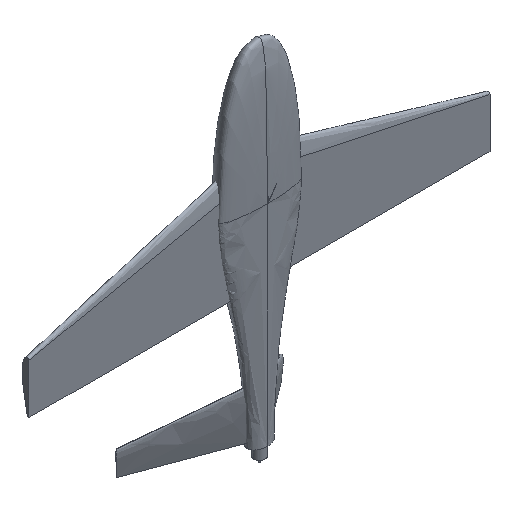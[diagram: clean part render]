
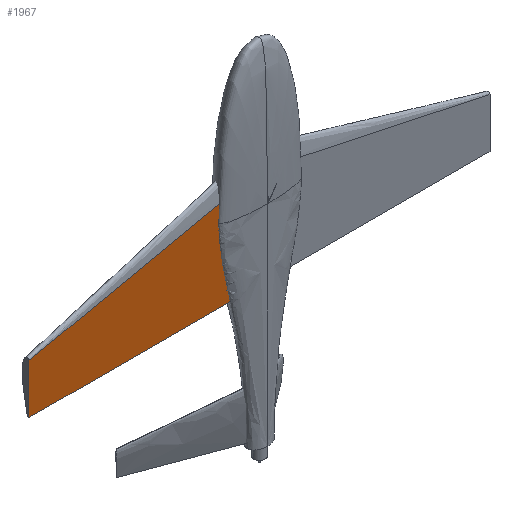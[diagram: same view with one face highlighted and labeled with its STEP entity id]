
A CAD part, isometric view. The second image highlights one B-rep face of the part: STEP entity #1967.
In plain terms, the highlighted free-form (B-spline) face has degree [1, 1] with [2, 2] control points.
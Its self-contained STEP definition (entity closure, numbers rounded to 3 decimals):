
#1582 = VERTEX_POINT('',#1583);
#1583 = CARTESIAN_POINT('',(-1033.762,0.,
    -738.401));
#1591 = VERTEX_POINT('',#1592);
#1592 = CARTESIAN_POINT('',(-1033.762,0.,-959.922));
#1599 = EDGE_CURVE('',#1582,#1591,#1600,.T.);
#1600 = B_SPLINE_CURVE_WITH_KNOTS('',3,(#1601,#1602,#1603,#1604),
  .UNSPECIFIED.,.F.,.F.,(4,4),(0.,1.),.PIECEWISE_BEZIER_KNOTS.);
#1601 = CARTESIAN_POINT('',(-1033.762,0.,
    -738.401));
#1602 = CARTESIAN_POINT('',(-1033.762,0.,
    -812.241));
#1603 = CARTESIAN_POINT('',(-1033.762,0.,
    -886.081));
#1604 = CARTESIAN_POINT('',(-1033.762,0.,-959.922));
#1614 = EDGE_CURVE('',#1615,#1617,#1619,.T.);
#1615 = VERTEX_POINT('',#1616);
#1616 = CARTESIAN_POINT('',(0.,0.,-516.881));
#1617 = VERTEX_POINT('',#1618);
#1618 = CARTESIAN_POINT('',(0.,0.,-959.922));
#1619 = B_SPLINE_CURVE_WITH_KNOTS('',3,(#1620,#1621,#1622,#1623),
  .UNSPECIFIED.,.F.,.F.,(4,4),(0.,1.),.PIECEWISE_BEZIER_KNOTS.);
#1620 = CARTESIAN_POINT('',(0.,0.,-516.881));
#1621 = CARTESIAN_POINT('',(0.,0.,-664.561));
#1622 = CARTESIAN_POINT('',(0.,0.,-812.241));
#1623 = CARTESIAN_POINT('',(0.,0.,-959.922));
#1967 = ADVANCED_FACE('',(#1968),#1982,.T.);
#1968 = FACE_BOUND('',#1969,.T.);
#1969 = EDGE_LOOP('',(#1970,#1971,#1976,#1977));
#1970 = ORIENTED_EDGE('',*,*,#1614,.F.);
#1971 = ORIENTED_EDGE('',*,*,#1972,.F.);
#1972 = EDGE_CURVE('',#1582,#1615,#1973,.T.);
#1973 = B_SPLINE_CURVE_WITH_KNOTS('',1,(#1974,#1975),.UNSPECIFIED.,.F.,
  .F.,(2,2),(-363.673,363.673),.PIECEWISE_BEZIER_KNOTS.);
#1974 = CARTESIAN_POINT('',(-1033.762,0.,
    -738.401));
#1975 = CARTESIAN_POINT('',(0.,0.,-516.881));
#1976 = ORIENTED_EDGE('',*,*,#1599,.T.);
#1977 = ORIENTED_EDGE('',*,*,#1978,.F.);
#1978 = EDGE_CURVE('',#1617,#1591,#1979,.T.);
#1979 = B_SPLINE_CURVE_WITH_KNOTS('',1,(#1980,#1981),.UNSPECIFIED.,.F.,
  .F.,(2,2),(-355.6,355.6),.PIECEWISE_BEZIER_KNOTS.);
#1980 = CARTESIAN_POINT('',(0.,0.,-959.922));
#1981 = CARTESIAN_POINT('',(-1033.762,0.,-959.922));
#1982 = B_SPLINE_SURFACE_WITH_KNOTS('',1,1,(
    (#1983,#1984)
    ,(#1985,#1986
    )),.UNSPECIFIED.,.F.,.F.,.F.,(2,2),(2,2),(0.,304.8),
  (-711.2,0.),.PIECEWISE_BEZIER_KNOTS.);
#1983 = CARTESIAN_POINT('',(-1033.762,0.,
    -516.881));
#1984 = CARTESIAN_POINT('',(0.,0.,
    -516.881));
#1985 = CARTESIAN_POINT('',(-1033.762,0.,
    -959.922));
#1986 = CARTESIAN_POINT('',(0.,0.,
    -959.922));
